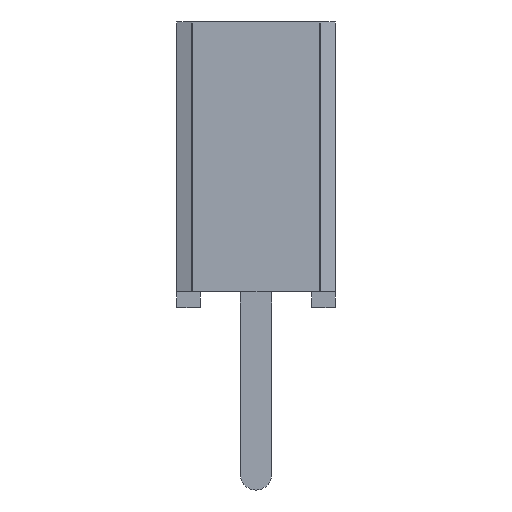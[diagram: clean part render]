
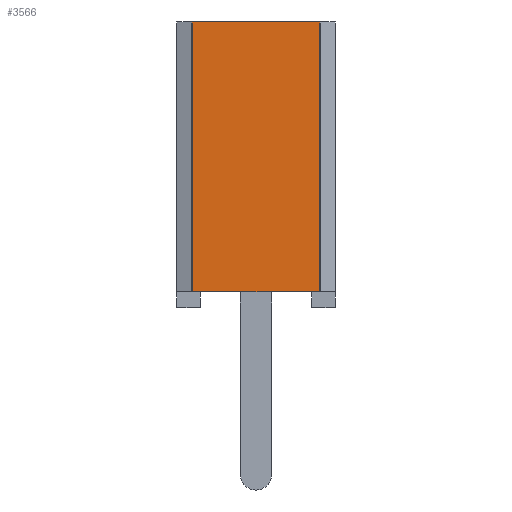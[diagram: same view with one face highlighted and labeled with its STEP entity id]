
A CAD part, left-side view. The second image highlights one B-rep face of the part: STEP entity #3566.
In plain terms, the highlighted planar face has unit normal (-1, 0, 0).
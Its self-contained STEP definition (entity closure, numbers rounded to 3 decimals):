
#3566 = ADVANCED_FACE('',(#3567),#3601,.F.);
#3567 = FACE_BOUND('',#3568,.T.);
#3568 = EDGE_LOOP('',(#3569,#3579,#3587,#3595));
#3569 = ORIENTED_EDGE('',*,*,#3570,.T.);
#3570 = EDGE_CURVE('',#3571,#3573,#3575,.T.);
#3571 = VERTEX_POINT('',#3572);
#3572 = CARTESIAN_POINT('',(-10.274,1.026,4.572));
#3573 = VERTEX_POINT('',#3574);
#3574 = CARTESIAN_POINT('',(-10.274,1.026,0.254));
#3575 = LINE('',#3576,#3577);
#3576 = CARTESIAN_POINT('',(-10.274,1.026,4.572));
#3577 = VECTOR('',#3578,1.);
#3578 = DIRECTION('',(0.,0.,-1.));
#3579 = ORIENTED_EDGE('',*,*,#3580,.T.);
#3580 = EDGE_CURVE('',#3573,#3581,#3583,.T.);
#3581 = VERTEX_POINT('',#3582);
#3582 = CARTESIAN_POINT('',(-10.274,-1.026,0.254));
#3583 = LINE('',#3584,#3585);
#3584 = CARTESIAN_POINT('',(-10.274,0.889,0.254));
#3585 = VECTOR('',#3586,1.);
#3586 = DIRECTION('',(0.,-1.,0.));
#3587 = ORIENTED_EDGE('',*,*,#3588,.T.);
#3588 = EDGE_CURVE('',#3581,#3589,#3591,.T.);
#3589 = VERTEX_POINT('',#3590);
#3590 = CARTESIAN_POINT('',(-10.274,-1.026,4.572));
#3591 = LINE('',#3592,#3593);
#3592 = CARTESIAN_POINT('',(-10.274,-1.026,4.572));
#3593 = VECTOR('',#3594,1.);
#3594 = DIRECTION('',(0.,0.,1.));
#3595 = ORIENTED_EDGE('',*,*,#3596,.F.);
#3596 = EDGE_CURVE('',#3571,#3589,#3597,.T.);
#3597 = LINE('',#3598,#3599);
#3598 = CARTESIAN_POINT('',(-10.274,1.27,4.572));
#3599 = VECTOR('',#3600,1.);
#3600 = DIRECTION('',(0.,-1.,0.));
#3601 = PLANE('',#3602);
#3602 = AXIS2_PLACEMENT_3D('',#3603,#3604,#3605);
#3603 = CARTESIAN_POINT('',(-10.274,1.27,4.572));
#3604 = DIRECTION('',(1.,0.,0.));
#3605 = DIRECTION('',(0.,1.,0.));
